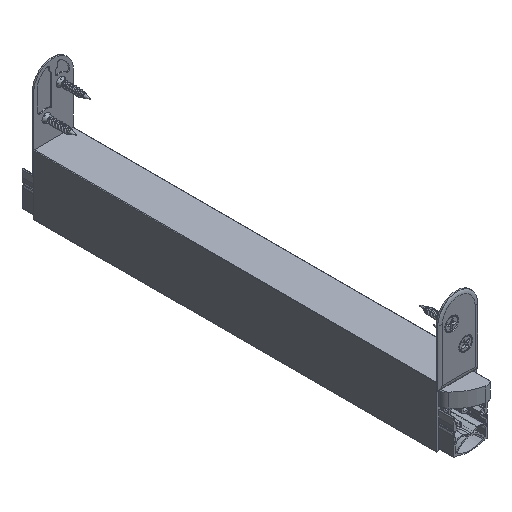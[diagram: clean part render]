
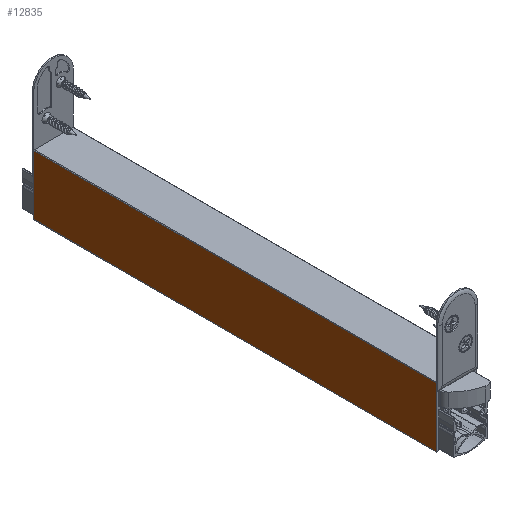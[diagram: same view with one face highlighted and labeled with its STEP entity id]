
A CAD part, isometric view. The second image highlights one B-rep face of the part: STEP entity #12835.
In plain terms, the highlighted planar face has unit normal (-1, 0, 0).
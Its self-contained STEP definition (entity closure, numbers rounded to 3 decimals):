
#1296=ORIENTED_EDGE('',*,*,#5208,.T.);
#1297=ORIENTED_EDGE('',*,*,#5209,.F.);
#1298=ORIENTED_EDGE('',*,*,#5210,.F.);
#1299=ORIENTED_EDGE('',*,*,#5206,.T.);
#5206=EDGE_CURVE('',#7152,#7151,#8463,.T.);
#5208=EDGE_CURVE('',#7151,#7153,#8464,.T.);
#5209=EDGE_CURVE('',#7154,#7153,#8465,.T.);
#5210=EDGE_CURVE('',#7152,#7154,#8466,.T.);
#7151=VERTEX_POINT('',#18467);
#7152=VERTEX_POINT('',#18469);
#7153=VERTEX_POINT('',#18473);
#7154=VERTEX_POINT('',#18475);
#8463=LINE('',#18468,#9628);
#8464=LINE('',#18472,#9629);
#8465=LINE('',#18474,#9630);
#8466=LINE('',#18476,#9631);
#9628=VECTOR('',#15093,1000.);
#9629=VECTOR('',#15098,1000.);
#9630=VECTOR('',#15099,1000.);
#9631=VECTOR('',#15100,1000.);
#10771=EDGE_LOOP('',(#1296,#1297,#1298,#1299));
#11585=FACE_BOUND('',#10771,.T.);
#12387=PLANE('',#13897);
#12835=ADVANCED_FACE('',(#11585),#12387,.F.);
#13897=AXIS2_PLACEMENT_3D('',#18471,#15096,#15097);
#15093=DIRECTION('',(0.,-1.,0.));
#15096=DIRECTION('',(1.,0.,0.));
#15097=DIRECTION('',(0.,0.,-1.));
#15098=DIRECTION('',(0.,0.,1.));
#15099=DIRECTION('',(0.,-1.,0.));
#15100=DIRECTION('',(0.,0.,1.));
#18467=CARTESIAN_POINT('',(-9.852,0.,-29.793));
#18468=CARTESIAN_POINT('',(-9.852,200.,-29.793));
#18469=CARTESIAN_POINT('',(-9.852,200.,-29.793));
#18471=CARTESIAN_POINT('',(-9.852,200.,-0.199));
#18472=CARTESIAN_POINT('',(-9.852,0.,-0.199));
#18473=CARTESIAN_POINT('',(-9.852,0.,-0.199));
#18474=CARTESIAN_POINT('',(-9.852,200.,-0.199));
#18475=CARTESIAN_POINT('',(-9.852,200.,-0.199));
#18476=CARTESIAN_POINT('',(-9.852,200.,-0.199));
